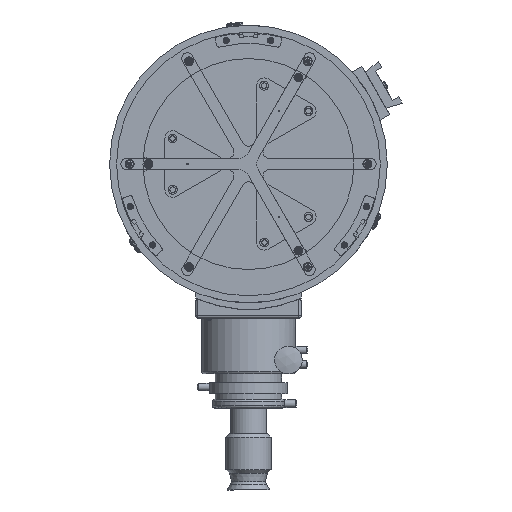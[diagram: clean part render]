
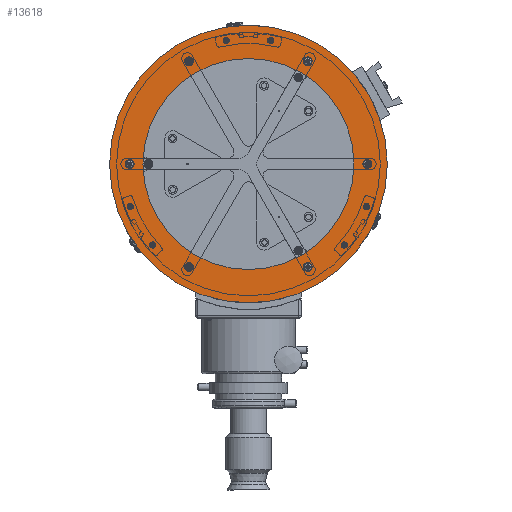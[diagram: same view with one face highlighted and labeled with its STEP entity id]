
A CAD part, front view. The second image highlights one B-rep face of the part: STEP entity #13618.
In plain terms, the highlighted planar face has unit normal (0, -1, 0).
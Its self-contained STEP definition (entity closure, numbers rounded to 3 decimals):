
#1507=FACE_BOUND('',#2787,.T.);
#1508=FACE_BOUND('',#2788,.T.);
#1509=FACE_BOUND('',#2789,.T.);
#1510=FACE_BOUND('',#2790,.T.);
#1511=FACE_BOUND('',#2791,.T.);
#1512=FACE_BOUND('',#2792,.T.);
#1513=FACE_BOUND('',#2793,.T.);
#1514=FACE_BOUND('',#2794,.T.);
#1515=FACE_BOUND('',#2795,.T.);
#1516=FACE_BOUND('',#2796,.T.);
#1517=FACE_BOUND('',#2797,.T.);
#1518=FACE_BOUND('',#2798,.T.);
#1519=FACE_BOUND('',#2799,.T.);
#1738=PLANE('',#15475);
#2030=FACE_OUTER_BOUND('',#2786,.T.);
#2786=EDGE_LOOP('',(#9503));
#2787=EDGE_LOOP('',(#9504));
#2788=EDGE_LOOP('',(#9505));
#2789=EDGE_LOOP('',(#9506));
#2790=EDGE_LOOP('',(#9507,#9508));
#2791=EDGE_LOOP('',(#9509,#9510));
#2792=EDGE_LOOP('',(#9511,#9512));
#2793=EDGE_LOOP('',(#9513,#9514));
#2794=EDGE_LOOP('',(#9515,#9516));
#2795=EDGE_LOOP('',(#9517,#9518));
#2796=EDGE_LOOP('',(#9519));
#2797=EDGE_LOOP('',(#9520));
#2798=EDGE_LOOP('',(#9521));
#2799=EDGE_LOOP('',(#9522));
#5254=CIRCLE('',#15459,1.621);
#5255=CIRCLE('',#15460,1.621);
#5257=CIRCLE('',#15464,1.621);
#5258=CIRCLE('',#15465,1.621);
#5260=CIRCLE('',#15469,1.621);
#5261=CIRCLE('',#15470,1.621);
#5262=CIRCLE('',#15472,2.1);
#5265=CIRCLE('',#15476,125.);
#5266=CIRCLE('',#15477,2.1);
#5267=CIRCLE('',#15478,2.1);
#5268=CIRCLE('',#15479,2.1);
#5269=CIRCLE('',#15480,2.25);
#5270=CIRCLE('',#15481,2.25);
#5271=CIRCLE('',#15482,2.25);
#5272=CIRCLE('',#15483,2.25);
#5273=CIRCLE('',#15484,2.25);
#5274=CIRCLE('',#15485,2.25);
#5275=CIRCLE('',#15486,95.);
#5276=CIRCLE('',#15487,2.1);
#5277=CIRCLE('',#15488,2.1);
#6100=VERTEX_POINT('',#21709);
#6101=VERTEX_POINT('',#21710);
#6103=VERTEX_POINT('',#21719);
#6104=VERTEX_POINT('',#21720);
#6106=VERTEX_POINT('',#21729);
#6107=VERTEX_POINT('',#21730);
#6108=VERTEX_POINT('',#21735);
#6111=VERTEX_POINT('',#21743);
#6112=VERTEX_POINT('',#21745);
#6113=VERTEX_POINT('',#21747);
#6114=VERTEX_POINT('',#21749);
#6115=VERTEX_POINT('',#21751);
#6116=VERTEX_POINT('',#21752);
#6117=VERTEX_POINT('',#21755);
#6118=VERTEX_POINT('',#21756);
#6119=VERTEX_POINT('',#21759);
#6120=VERTEX_POINT('',#21760);
#6121=VERTEX_POINT('',#21763);
#6122=VERTEX_POINT('',#21765);
#6123=VERTEX_POINT('',#21767);
#7469=EDGE_CURVE('',#6100,#6101,#5254,.T.);
#7470=EDGE_CURVE('',#6101,#6100,#5255,.T.);
#7474=EDGE_CURVE('',#6103,#6104,#5257,.T.);
#7475=EDGE_CURVE('',#6104,#6103,#5258,.T.);
#7479=EDGE_CURVE('',#6106,#6107,#5260,.T.);
#7480=EDGE_CURVE('',#6107,#6106,#5261,.T.);
#7482=EDGE_CURVE('',#6108,#6108,#5262,.T.);
#7486=EDGE_CURVE('',#6111,#6111,#5265,.T.);
#7487=EDGE_CURVE('',#6112,#6112,#5266,.T.);
#7488=EDGE_CURVE('',#6113,#6113,#5267,.T.);
#7489=EDGE_CURVE('',#6114,#6114,#5268,.T.);
#7490=EDGE_CURVE('',#6115,#6116,#5269,.T.);
#7491=EDGE_CURVE('',#6116,#6115,#5270,.T.);
#7492=EDGE_CURVE('',#6117,#6118,#5271,.T.);
#7493=EDGE_CURVE('',#6118,#6117,#5272,.T.);
#7494=EDGE_CURVE('',#6119,#6120,#5273,.T.);
#7495=EDGE_CURVE('',#6120,#6119,#5274,.T.);
#7496=EDGE_CURVE('',#6121,#6121,#5275,.T.);
#7497=EDGE_CURVE('',#6122,#6122,#5276,.T.);
#7498=EDGE_CURVE('',#6123,#6123,#5277,.T.);
#9503=ORIENTED_EDGE('',*,*,#7486,.T.);
#9504=ORIENTED_EDGE('',*,*,#7487,.F.);
#9505=ORIENTED_EDGE('',*,*,#7488,.F.);
#9506=ORIENTED_EDGE('',*,*,#7489,.F.);
#9507=ORIENTED_EDGE('',*,*,#7474,.T.);
#9508=ORIENTED_EDGE('',*,*,#7475,.T.);
#9509=ORIENTED_EDGE('',*,*,#7469,.T.);
#9510=ORIENTED_EDGE('',*,*,#7470,.T.);
#9511=ORIENTED_EDGE('',*,*,#7479,.T.);
#9512=ORIENTED_EDGE('',*,*,#7480,.T.);
#9513=ORIENTED_EDGE('',*,*,#7490,.T.);
#9514=ORIENTED_EDGE('',*,*,#7491,.T.);
#9515=ORIENTED_EDGE('',*,*,#7492,.T.);
#9516=ORIENTED_EDGE('',*,*,#7493,.T.);
#9517=ORIENTED_EDGE('',*,*,#7494,.T.);
#9518=ORIENTED_EDGE('',*,*,#7495,.T.);
#9519=ORIENTED_EDGE('',*,*,#7496,.T.);
#9520=ORIENTED_EDGE('',*,*,#7497,.F.);
#9521=ORIENTED_EDGE('',*,*,#7498,.F.);
#9522=ORIENTED_EDGE('',*,*,#7482,.F.);
#13618=ADVANCED_FACE('',(#2030,#1507,#1508,#1509,#1510,#1511,#1512,#1513,
#1514,#1515,#1516,#1517,#1518,#1519),#1738,.F.);
#15459=AXIS2_PLACEMENT_3D('',#21711,#17311,#17312);
#15460=AXIS2_PLACEMENT_3D('',#21712,#17313,#17314);
#15464=AXIS2_PLACEMENT_3D('',#21721,#17323,#17324);
#15465=AXIS2_PLACEMENT_3D('',#21722,#17325,#17326);
#15469=AXIS2_PLACEMENT_3D('',#21731,#17335,#17336);
#15470=AXIS2_PLACEMENT_3D('',#21732,#17337,#17338);
#15472=AXIS2_PLACEMENT_3D('',#21736,#17342,#17343);
#15475=AXIS2_PLACEMENT_3D('',#21742,#17349,#17350);
#15476=AXIS2_PLACEMENT_3D('',#21744,#17351,#17352);
#15477=AXIS2_PLACEMENT_3D('',#21746,#17353,#17354);
#15478=AXIS2_PLACEMENT_3D('',#21748,#17355,#17356);
#15479=AXIS2_PLACEMENT_3D('',#21750,#17357,#17358);
#15480=AXIS2_PLACEMENT_3D('',#21753,#17359,#17360);
#15481=AXIS2_PLACEMENT_3D('',#21754,#17361,#17362);
#15482=AXIS2_PLACEMENT_3D('',#21757,#17363,#17364);
#15483=AXIS2_PLACEMENT_3D('',#21758,#17365,#17366);
#15484=AXIS2_PLACEMENT_3D('',#21761,#17367,#17368);
#15485=AXIS2_PLACEMENT_3D('',#21762,#17369,#17370);
#15486=AXIS2_PLACEMENT_3D('',#21764,#17371,#17372);
#15487=AXIS2_PLACEMENT_3D('',#21766,#17373,#17374);
#15488=AXIS2_PLACEMENT_3D('',#21768,#17375,#17376);
#17311=DIRECTION('center_axis',(0.,1.,0.));
#17312=DIRECTION('ref_axis',(1.,0.,0.));
#17313=DIRECTION('center_axis',(0.,1.,0.));
#17314=DIRECTION('ref_axis',(1.,0.,0.));
#17323=DIRECTION('center_axis',(0.,1.,0.));
#17324=DIRECTION('ref_axis',(1.,0.,0.));
#17325=DIRECTION('center_axis',(0.,1.,0.));
#17326=DIRECTION('ref_axis',(1.,0.,0.));
#17335=DIRECTION('center_axis',(0.,1.,0.));
#17336=DIRECTION('ref_axis',(1.,0.,0.));
#17337=DIRECTION('center_axis',(0.,1.,0.));
#17338=DIRECTION('ref_axis',(1.,0.,0.));
#17342=DIRECTION('center_axis',(0.,-1.,0.));
#17343=DIRECTION('ref_axis',(-1.,0.,0.));
#17349=DIRECTION('center_axis',(0.,1.,0.));
#17350=DIRECTION('ref_axis',(0.,0.,1.));
#17351=DIRECTION('center_axis',(0.,-1.,0.));
#17352=DIRECTION('ref_axis',(1.,0.,0.));
#17353=DIRECTION('center_axis',(0.,-1.,0.));
#17354=DIRECTION('ref_axis',(-1.,0.,0.));
#17355=DIRECTION('center_axis',(0.,-1.,0.));
#17356=DIRECTION('ref_axis',(-1.,0.,0.));
#17357=DIRECTION('center_axis',(0.,-1.,0.));
#17358=DIRECTION('ref_axis',(-1.,0.,0.));
#17359=DIRECTION('center_axis',(0.,1.,0.));
#17360=DIRECTION('ref_axis',(1.,0.,0.));
#17361=DIRECTION('center_axis',(0.,1.,0.));
#17362=DIRECTION('ref_axis',(1.,0.,0.));
#17363=DIRECTION('center_axis',(0.,1.,0.));
#17364=DIRECTION('ref_axis',(1.,0.,0.));
#17365=DIRECTION('center_axis',(0.,1.,0.));
#17366=DIRECTION('ref_axis',(1.,0.,0.));
#17367=DIRECTION('center_axis',(0.,1.,0.));
#17368=DIRECTION('ref_axis',(1.,0.,0.));
#17369=DIRECTION('center_axis',(0.,1.,0.));
#17370=DIRECTION('ref_axis',(1.,0.,0.));
#17371=DIRECTION('center_axis',(0.,1.,0.));
#17372=DIRECTION('ref_axis',(1.,0.,0.));
#17373=DIRECTION('center_axis',(0.,-1.,0.));
#17374=DIRECTION('ref_axis',(-1.,0.,0.));
#17375=DIRECTION('center_axis',(0.,-1.,0.));
#17376=DIRECTION('ref_axis',(-1.,0.,0.));
#21709=CARTESIAN_POINT('',(55.071,0.,-92.578));
#21710=CARTESIAN_POINT('',(51.829,0.,-92.578));
#21711=CARTESIAN_POINT('Origin',(53.45,0.,-92.578));
#21712=CARTESIAN_POINT('Origin',(53.45,0.,-92.578));
#21719=CARTESIAN_POINT('',(55.071,0.,92.578));
#21720=CARTESIAN_POINT('',(51.829,0.,92.578));
#21721=CARTESIAN_POINT('Origin',(53.45,0.,92.578));
#21722=CARTESIAN_POINT('Origin',(53.45,0.,92.578));
#21729=CARTESIAN_POINT('',(-105.279,0.,0.));
#21730=CARTESIAN_POINT('',(-108.521,0.,0.));
#21731=CARTESIAN_POINT('Origin',(-106.9,0.,0.));
#21732=CARTESIAN_POINT('Origin',(-106.9,0.,0.));
#21735=CARTESIAN_POINT('',(-17.9,0.,111.216));
#21736=CARTESIAN_POINT('Origin',(-20.,0.,111.216));
#21742=CARTESIAN_POINT('Origin',(0.,0.,0.));
#21743=CARTESIAN_POINT('',(-125.,0.,0.));
#21744=CARTESIAN_POINT('Origin',(0.,0.,0.));
#21745=CARTESIAN_POINT('',(22.1,0.,111.216));
#21746=CARTESIAN_POINT('Origin',(20.,0.,111.216));
#21747=CARTESIAN_POINT('',(108.416,0.,-38.287));
#21748=CARTESIAN_POINT('Origin',(106.316,0.,-38.287));
#21749=CARTESIAN_POINT('',(-104.216,0.,-38.287));
#21750=CARTESIAN_POINT('Origin',(-106.316,0.,-38.287));
#21751=CARTESIAN_POINT('',(-51.2,0.,92.578));
#21752=CARTESIAN_POINT('',(-55.7,0.,92.578));
#21753=CARTESIAN_POINT('Origin',(-53.45,0.,92.578));
#21754=CARTESIAN_POINT('Origin',(-53.45,0.,92.578));
#21755=CARTESIAN_POINT('',(109.15,0.,0.));
#21756=CARTESIAN_POINT('',(104.65,0.,0.));
#21757=CARTESIAN_POINT('Origin',(106.9,0.,0.));
#21758=CARTESIAN_POINT('Origin',(106.9,0.,0.));
#21759=CARTESIAN_POINT('',(-51.2,0.,-92.578));
#21760=CARTESIAN_POINT('',(-55.7,0.,-92.578));
#21761=CARTESIAN_POINT('Origin',(-53.45,0.,-92.578));
#21762=CARTESIAN_POINT('Origin',(-53.45,0.,-92.578));
#21763=CARTESIAN_POINT('',(-95.,0.,0.));
#21764=CARTESIAN_POINT('Origin',(0.,0.,0.));
#21765=CARTESIAN_POINT('',(-84.216,0.,-72.929));
#21766=CARTESIAN_POINT('Origin',(-86.316,0.,-72.929));
#21767=CARTESIAN_POINT('',(88.416,0.,-72.929));
#21768=CARTESIAN_POINT('Origin',(86.316,0.,-72.929));
